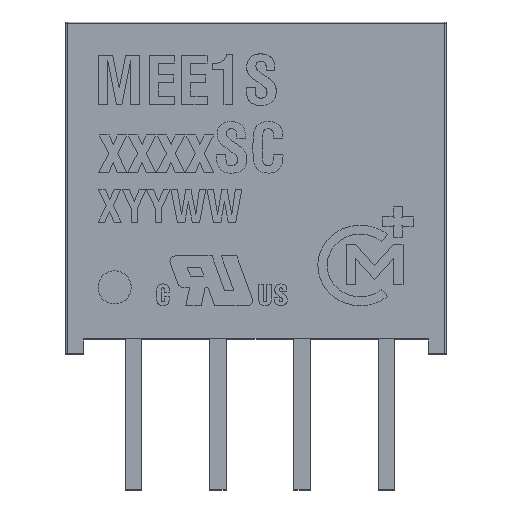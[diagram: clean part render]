
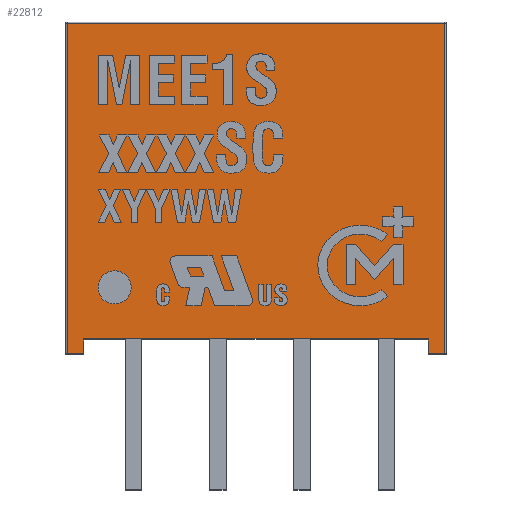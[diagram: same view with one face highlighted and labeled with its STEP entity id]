
A CAD part, top view. The second image highlights one B-rep face of the part: STEP entity #22812.
In plain terms, the highlighted planar face has unit normal (0, 0, 1).
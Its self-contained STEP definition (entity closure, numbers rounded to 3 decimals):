
#325 = ORIENTED_EDGE ( 'NONE', *, *, #1951, .F. ) ;
#693 = DIRECTION ( 'NONE',  ( -1., 0., 0. ) ) ;
#1498 = CARTESIAN_POINT ( 'NONE',  ( -2.05, 4.1, 1.25 ) ) ;
#1951 = EDGE_CURVE ( 'NONE', #23436, #12844, #27309, .T. ) ;
#2149 = EDGE_LOOP ( 'NONE', ( #18755, #2696, #27862, #10414, #325, #26184, #26177, #27388 ) ) ;
#2159 = VECTOR ( 'NONE', #693, 1000. ) ;
#2686 = VERTEX_POINT ( 'NONE', #18050 ) ;
#2696 = ORIENTED_EDGE ( 'NONE', *, *, #10564, .T. ) ;
#4187 = DIRECTION ( 'NONE',  ( 0., 1., 0. ) ) ;
#4514 = VECTOR ( 'NONE', #28461, 1000. ) ;
#4924 = CARTESIAN_POINT ( 'NONE',  ( -2.05, 14.05, 1.25 ) ) ;
#5228 = LINE ( 'NONE', #26090, #10879 ) ;
#5230 = DIRECTION ( 'NONE',  ( 0., 0., -1. ) ) ;
#5281 = CARTESIAN_POINT ( 'NONE',  ( 9.38, 14.05, 1.25 ) ) ;
#8042 = EDGE_CURVE ( 'NONE', #26035, #22464, #17842, .T. ) ;
#8106 = DIRECTION ( 'NONE',  ( 0., -1., 0. ) ) ;
#9185 = CARTESIAN_POINT ( 'NONE',  ( 9.38, 4.1, 1.25 ) ) ;
#9543 = EDGE_CURVE ( 'NONE', #15655, #14152, #19543, .T. ) ;
#10414 = ORIENTED_EDGE ( 'NONE', *, *, #10743, .T. ) ;
#10564 = EDGE_CURVE ( 'NONE', #26035, #15655, #19775, .T. ) ;
#10718 = DIRECTION ( 'NONE',  ( -1., 0., 0. ) ) ;
#10743 = EDGE_CURVE ( 'NONE', #14152, #12844, #5228, .T. ) ;
#10879 = VECTOR ( 'NONE', #26293, 1000. ) ;
#11574 = VECTOR ( 'NONE', #10718, 1000. ) ;
#11588 = CARTESIAN_POINT ( 'NONE',  ( -1.5, 4.1, 1.25 ) ) ;
#11997 = EDGE_CURVE ( 'NONE', #2686, #22464, #27563, .T. ) ;
#12844 = VERTEX_POINT ( 'NONE', #13556 ) ;
#13556 = CARTESIAN_POINT ( 'NONE',  ( -2., 4.1, 1.25 ) ) ;
#14152 = VERTEX_POINT ( 'NONE', #22126 ) ;
#15655 = VERTEX_POINT ( 'NONE', #5281 ) ;
#16120 = AXIS2_PLACEMENT_3D ( 'NONE', #19502, #5230, #21869 ) ;
#17263 = CARTESIAN_POINT ( 'NONE',  ( 9.38, 4.1, 1.25 ) ) ;
#17842 = LINE ( 'NONE', #22505, #11574 ) ;
#18050 = CARTESIAN_POINT ( 'NONE',  ( 8.88, 4.55, 1.25 ) ) ;
#18755 = ORIENTED_EDGE ( 'NONE', *, *, #8042, .F. ) ;
#18803 = VECTOR ( 'NONE', #26236, 1000. ) ;
#19502 = CARTESIAN_POINT ( 'NONE',  ( -2.05, 4.1, 1.25 ) ) ;
#19543 = LINE ( 'NONE', #4924, #18803 ) ;
#19568 = EDGE_CURVE ( 'NONE', #23436, #21677, #24138, .T. ) ;
#19775 = LINE ( 'NONE', #9185, #28167 ) ;
#20850 = CARTESIAN_POINT ( 'NONE',  ( -1.5, 4.1, 1.25 ) ) ;
#21677 = VERTEX_POINT ( 'NONE', #21738 ) ;
#21738 = CARTESIAN_POINT ( 'NONE',  ( -1.5, 4.55, 1.25 ) ) ;
#21770 = PLANE ( 'NONE',  #16120 ) ;
#21869 = DIRECTION ( 'NONE',  ( 1., 0., 0. ) ) ;
#22126 = CARTESIAN_POINT ( 'NONE',  ( -2., 14.05, 1.25 ) ) ;
#22464 = VERTEX_POINT ( 'NONE', #22824 ) ;
#22505 = CARTESIAN_POINT ( 'NONE',  ( -2.05, 4.1, 1.25 ) ) ;
#22812 = ADVANCED_FACE ( 'NONE', ( #27248 ), #21770, .F. ) ;
#22824 = CARTESIAN_POINT ( 'NONE',  ( 8.88, 4.1, 1.25 ) ) ;
#23436 = VERTEX_POINT ( 'NONE', #11588 ) ;
#23840 = EDGE_CURVE ( 'NONE', #21677, #2686, #29657, .T. ) ;
#24138 = LINE ( 'NONE', #20850, #30327 ) ;
#24704 = CARTESIAN_POINT ( 'NONE',  ( 8.88, 4.1, 1.25 ) ) ;
#25406 = VECTOR ( 'NONE', #8106, 1000. ) ;
#25708 = DIRECTION ( 'NONE',  ( 0., 1., 0. ) ) ;
#26035 = VERTEX_POINT ( 'NONE', #17263 ) ;
#26090 = CARTESIAN_POINT ( 'NONE',  ( -2., 4.1, 1.25 ) ) ;
#26108 = CARTESIAN_POINT ( 'NONE',  ( -1.5, 4.55, 1.25 ) ) ;
#26177 = ORIENTED_EDGE ( 'NONE', *, *, #23840, .T. ) ;
#26184 = ORIENTED_EDGE ( 'NONE', *, *, #19568, .T. ) ;
#26236 = DIRECTION ( 'NONE',  ( -1., 0., 0. ) ) ;
#26293 = DIRECTION ( 'NONE',  ( 0., -1., 0. ) ) ;
#27248 = FACE_OUTER_BOUND ( 'NONE', #2149, .T. ) ;
#27309 = LINE ( 'NONE', #1498, #2159 ) ;
#27388 = ORIENTED_EDGE ( 'NONE', *, *, #11997, .T. ) ;
#27563 = LINE ( 'NONE', #24704, #25406 ) ;
#27862 = ORIENTED_EDGE ( 'NONE', *, *, #9543, .T. ) ;
#28167 = VECTOR ( 'NONE', #25708, 1000. ) ;
#28461 = DIRECTION ( 'NONE',  ( 1., 0., 0. ) ) ;
#29657 = LINE ( 'NONE', #26108, #4514 ) ;
#30327 = VECTOR ( 'NONE', #4187, 1000. ) ;
